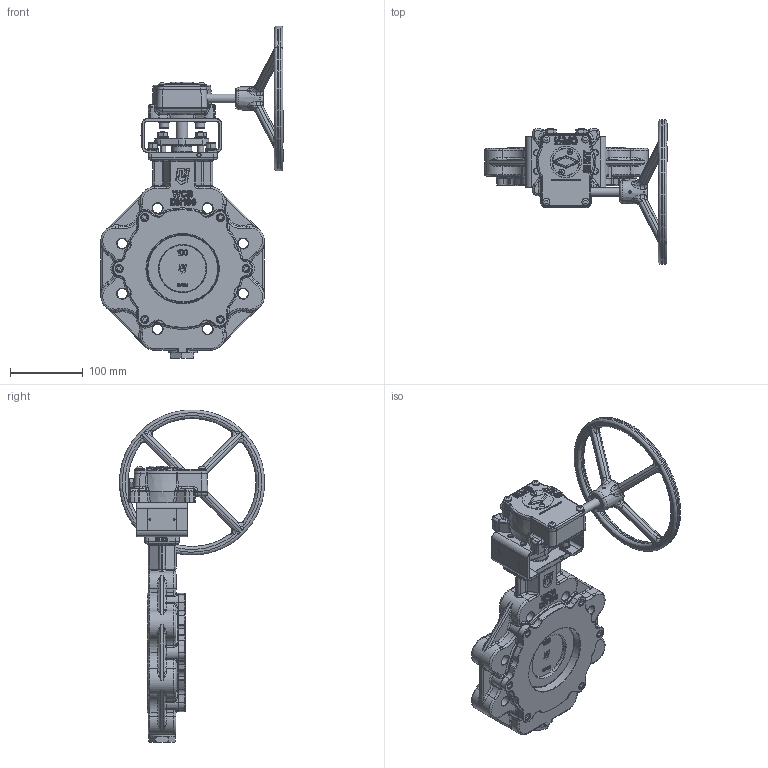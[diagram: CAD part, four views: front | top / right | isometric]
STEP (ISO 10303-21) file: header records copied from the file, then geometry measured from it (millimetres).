
FILE_DESCRIPTION(('HOOPS Exchange Step'),'2;1');
FILE_NAME('AK14_DN100_PN10-16_Getriebe.stp','2024-11-22T13:46:34+01:00',('nieru'),('Unknown organisation'),'HOOPS Exchange 2024.2','HOOPS Exchange','Unknown authorisation');
FILE_SCHEMA( ('AP203_CONFIGURATION_CONTROLLED_3D_DESIGN_OF_MECHANICAL_PARTS_AND_ASSEMBLIES_MIM_LF') );
Length unit declared in the file: millimetre
Products named in the file (10): 0; root
Assembly tree (9 placements, depth 4):
  root
    0
    0
      0
      0
      0
      0
        0
      0
      0
Bounding box: 250.6 x 199.24 x 456.4 mm (x, y, z)
Volume: 1996432.3 mm3; surface area: 382298.4 mm2
Topology: 64 solids, 66 shells, 3686 faces, 8989 edges, 5317 vertices
Faces by surface type: bspline 1278, cylinder 924, plane 849, cone 275, torus 246, sphere 114
Full cylindrical faces by diameter (mm): 3.585 x1, 4 x1, 6.647 x4, 7.6 x2, 8 x10, 8.376 x4, 9 x12, 10 x8, 12 x2, 13 x4, 13.533 x1, 14 x8, 14.8 x8, 15.5 x1, 16 x2, 18 x2, 19 x2, 20 x5, 21 x4, 27.5 x1, 28 x2, 38 x2, 43 x1, 124.314 x2, 163 x1
Entity records: 293685 total; most frequent: CARTESIAN_POINT 217528, ORIENTED_EDGE 17574, DIRECTION 12790, EDGE_CURVE 8787, VERTEX_POINT 5321, AXIS2_PLACEMENT_3D 5192, EDGE_LOOP 3864, FACE_BOUND 3864
